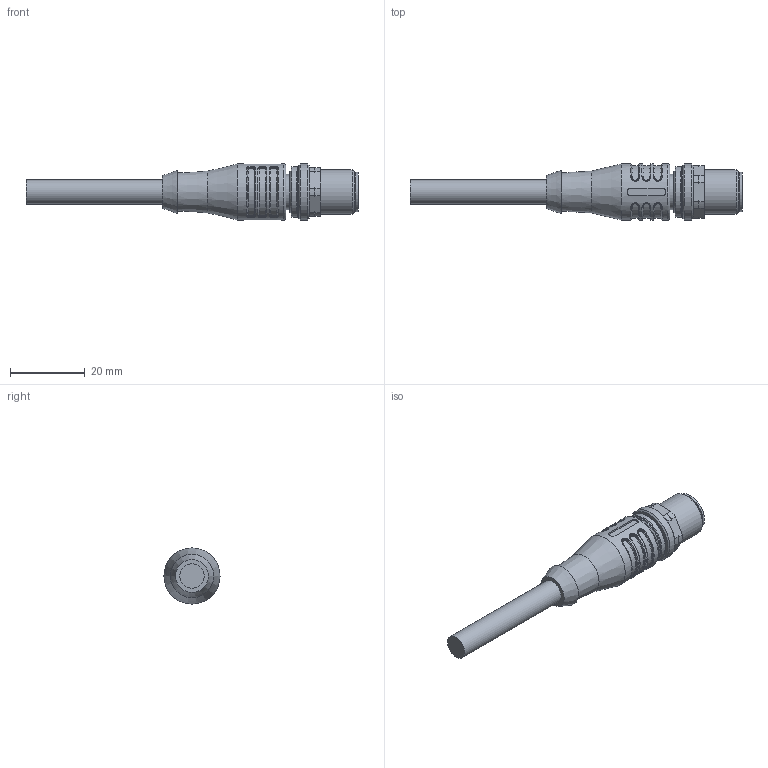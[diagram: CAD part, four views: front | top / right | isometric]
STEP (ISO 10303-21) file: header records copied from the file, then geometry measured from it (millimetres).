
FILE_DESCRIPTION(/* description */ (''),/* implementation_level */ '2;1');
FILE_NAME(/* name */ 'IE_WASS4.029.stp',/* time_stamp */ '2013-07-29T11:45:40+02:00',/* author */ (''),/* organization */ (''),/* preprocessor_version */ 'ST-DEVELOPER v14',/* originating_system */ 'SIEMENS PLM Software NX 8.0',/* authorisation */ '');
FILE_SCHEMA (('AP203_CONFIGURATION_CONTROLLED_3D_DESIGN_OF_MECHANICAL_PARTS_AND_ASSEMBLIES_MIM_LF { 1 0 10303 403 2 1 2}'));
Length unit declared in the file: millimetre
Products named in the file (1): IE_WASS4.029
Bounding box: 88.8 x 15 x 15 mm (x, y, z)
Volume: 7455.8 mm3; surface area: 3835 mm2
Topology: 1 solids, 1 shells, 232 faces, 561 edges, 354 vertices
Faces by surface type: cylinder 80, plane 69, torus 36, bspline 24, cone 23
Full cylindrical faces by diameter (mm): 1 x8, 2 x1, 6.5 x1, 8.375 x1, 9.375 x1, 9.9 x1, 10.45 x1, 11.8 x1, 12 x1, 12.55 x1, 12.6 x1, 13.5 x1, 15 x2
Entity records: 8076 total; most frequent: CARTESIAN_POINT 2482, DIRECTION 1070, ORIENTED_EDGE 990, EDGE_CURVE 495, AXIS2_PLACEMENT_3D 454, VERTEX_POINT 332, EDGE_LOOP 299, CIRCLE 245
